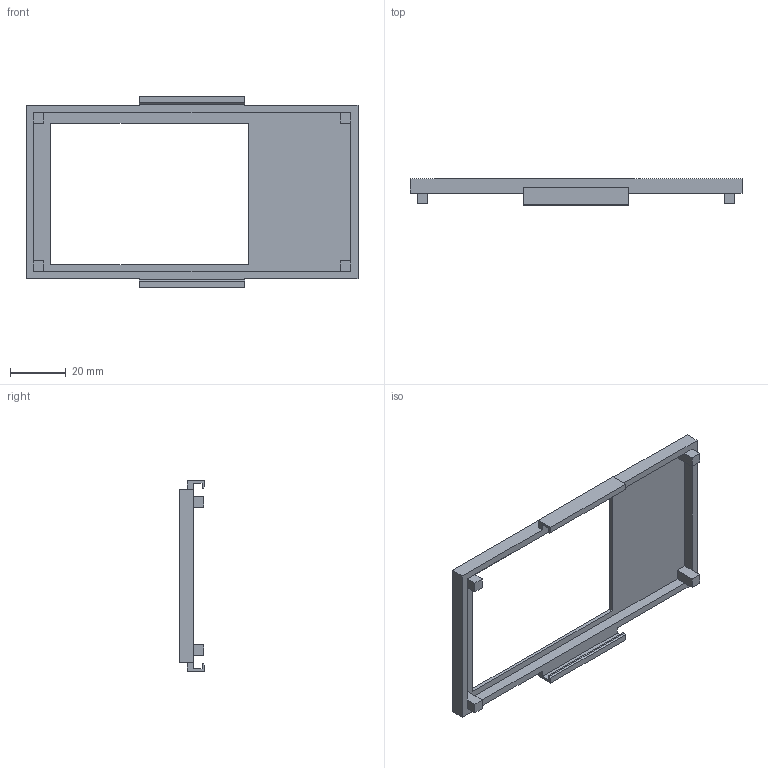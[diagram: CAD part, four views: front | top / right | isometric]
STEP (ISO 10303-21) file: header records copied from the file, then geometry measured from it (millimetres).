
FILE_DESCRIPTION(/* description */ (''),/* implementation_level */ '2;1');
FILE_NAME(/* name */ 'Lid_TFT.step',/* time_stamp */ '2024-02-10T17:27:42-05:00',/* author */ ('Martin'),/* organization */ (''),/* preprocessor_version */ 'ST-DEVELOPER v19.2',/* originating_system */ 'Autodesk Inventor 2024',/* authorisation */ '');
FILE_SCHEMA (('AUTOMOTIVE_DESIGN { 1 0 10303 214 3 1 1 }'));
Length unit declared in the file: inch
Products named in the file (1): Lid_TFT
Bounding box: 119.38 x 9.3 x 68.58 mm (x, y, z)
Volume: 9656.2 mm3; surface area: 12768.6 mm2
Topology: 1 solids, 1 shells, 53 faces, 142 edges, 92 vertices
Faces by surface type: plane 53
Entity records: 1661 total; most frequent: CARTESIAN_POINT 288, ORIENTED_EDGE 284, DIRECTION 250, LINE 142, VECTOR 142, EDGE_CURVE 142, VERTEX_POINT 92, EDGE_LOOP 56
